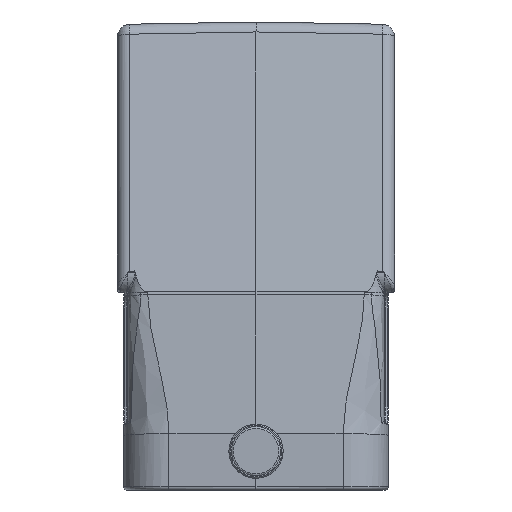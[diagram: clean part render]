
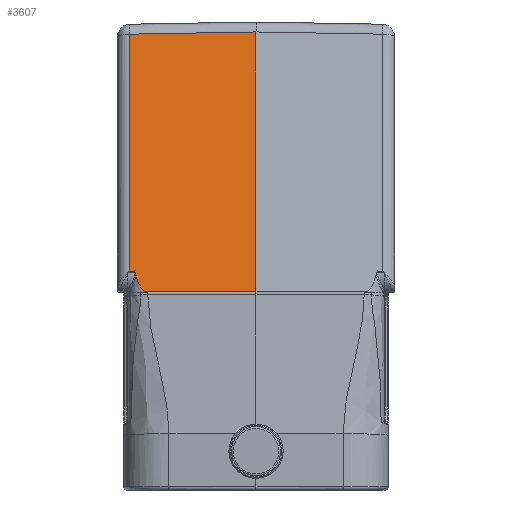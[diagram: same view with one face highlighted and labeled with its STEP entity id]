
A CAD part, left-side view. The second image highlights one B-rep face of the part: STEP entity #3607.
In plain terms, the highlighted planar face has unit normal (-0.982, 0.018, 0.191).
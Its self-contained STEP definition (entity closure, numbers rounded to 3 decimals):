
#3253=CARTESIAN_POINT('',(-57.884,18.118,23.074));
#3254=VERTEX_POINT('',#3253);
#3255=CARTESIAN_POINT('',(-58.195,0.,23.134));
#3256=VERTEX_POINT('',#3255);
#3257=CARTESIAN_POINT('',(-57.884,18.118,23.074));
#3258=DIRECTION('',(-0.017,-1.,0.003));
#3259=VECTOR('',#3258,18.121);
#3260=LINE('',#3257,#3259);
#3261=EDGE_CURVE('',#3254,#3256,#3260,.T.);
#3521=CARTESIAN_POINT('',(-58.195,0.0,23.134));
#3522=DIRECTION('',(-0.981,0.017,0.191));
#3523=DIRECTION('',(0.191,0.,0.982));
#3524=AXIS2_PLACEMENT_3D('',#3521,#3522,#3523);
#3525=PLANE('',#3524);
#3526=CARTESIAN_POINT('',(-57.211,20.535,26.317));
#3527=VERTEX_POINT('',#3526);
#3528=CARTESIAN_POINT('',(-57.204,19.797,26.423));
#3529=VERTEX_POINT('',#3528);
#3530=CARTESIAN_POINT('',(-57.211,20.535,26.317));
#3531=DIRECTION('',(0.01,-0.99,0.141));
#3532=VECTOR('',#3531,0.745);
#3533=LINE('',#3530,#3532);
#3534=EDGE_CURVE('',#3527,#3529,#3533,.T.);
#3535=ORIENTED_EDGE('',*,*,#3534,.T.);
#3536=CARTESIAN_POINT('',(-57.215,19.736,26.367));
#3537=VERTEX_POINT('',#3536);
#3538=CARTESIAN_POINT('',(-57.204,19.797,26.423));
#3539=CARTESIAN_POINT('',(-57.204,19.796,26.422));
#3540=CARTESIAN_POINT('',(-57.204,19.795,26.421));
#3541=CARTESIAN_POINT('',(-57.204,19.794,26.42));
#3542=CARTESIAN_POINT('',(-57.205,19.789,26.416));
#3543=CARTESIAN_POINT('',(-57.206,19.784,26.412));
#3544=CARTESIAN_POINT('',(-57.207,19.78,26.408));
#3545=CARTESIAN_POINT('',(-57.209,19.764,26.396));
#3546=CARTESIAN_POINT('',(-57.212,19.75,26.382));
#3547=CARTESIAN_POINT('',(-57.215,19.736,26.367));
#3548=B_SPLINE_CURVE_WITH_KNOTS('',3,(#3538,#3539,#3540,#3541,#3542,#3543,#3544,#3545,#3546,#3547),.UNSPECIFIED.,.F.,.U.,(4,3,3,4),(0.0,0.054,0.273,1.0),.UNSPECIFIED.);
#3549=EDGE_CURVE('',#3529,#3537,#3548,.T.);
#3550=ORIENTED_EDGE('',*,*,#3549,.T.);
#3551=CARTESIAN_POINT('',(-57.265,19.619,26.121));
#3552=VERTEX_POINT('',#3551);
#3553=CARTESIAN_POINT('',(-57.215,19.736,26.367));
#3554=CARTESIAN_POINT('',(-57.23,19.673,26.299));
#3555=CARTESIAN_POINT('',(-57.248,19.647,26.208));
#3556=CARTESIAN_POINT('',(-57.265,19.619,26.121));
#3557=B_SPLINE_CURVE_WITH_KNOTS('',3,(#3553,#3554,#3555,#3556),.UNSPECIFIED.,.F.,.U.,(4,4),(0.0,1.),.UNSPECIFIED.);
#3558=EDGE_CURVE('',#3537,#3552,#3557,.T.);
#3559=ORIENTED_EDGE('',*,*,#3558,.T.);
#3560=CARTESIAN_POINT('',(-57.297,19.571,25.96));
#3561=VERTEX_POINT('',#3560);
#3562=CARTESIAN_POINT('',(-57.265,19.619,26.121));
#3563=CARTESIAN_POINT('',(-57.271,19.61,26.094));
#3564=CARTESIAN_POINT('',(-57.276,19.601,26.068));
#3565=CARTESIAN_POINT('',(-57.287,19.585,26.014));
#3566=CARTESIAN_POINT('',(-57.292,19.578,25.987));
#3567=CARTESIAN_POINT('',(-57.297,19.571,25.96));
#3568=B_SPLINE_CURVE_WITH_KNOTS('',3,(#3562,#3563,#3564,#3565,#3566,#3567),.UNSPECIFIED.,.F.,.U.,(4,2,4),(-0.017,-0.009,0.0),.UNSPECIFIED.);
#3569=EDGE_CURVE('',#3552,#3561,#3568,.T.);
#3570=ORIENTED_EDGE('',*,*,#3569,.T.);
#3571=CARTESIAN_POINT('',(-57.297,19.57,25.96));
#3572=CARTESIAN_POINT('',(-57.4,19.432,25.447));
#3573=CARTESIAN_POINT('',(-57.51,19.259,24.895));
#3574=CARTESIAN_POINT('',(-57.689,18.879,24.01));
#3575=CARTESIAN_POINT('',(-57.745,18.719,23.733));
#3576=CARTESIAN_POINT('',(-57.818,18.463,23.385));
#3577=CARTESIAN_POINT('',(-57.855,18.311,23.207));
#3578=CARTESIAN_POINT('',(-57.884,18.118,23.074));
#3579=B_SPLINE_CURVE_WITH_KNOTS('',3,(#3571,#3572,#3573,#3574,#3575,#3576,#3577,#3578),.UNSPECIFIED.,.F.,.U.,(4,2,2,4),(0.,0.162,0.294,0.385),.UNSPECIFIED.);
#3580=EDGE_CURVE('',#3561,#3254,#3579,.T.);
#3581=ORIENTED_EDGE('',*,*,#3580,.T.);
#3582=ORIENTED_EDGE('',*,*,#3261,.T.);
#3583=CARTESIAN_POINT('',(-50.012,0.0,65.232));
#3584=VERTEX_POINT('',#3583);
#3585=CARTESIAN_POINT('',(-50.012,0.0,65.232));
#3586=DIRECTION('',(-0.191,0.0,-0.982));
#3587=VECTOR('',#3586,42.886);
#3588=LINE('',#3585,#3587);
#3589=EDGE_CURVE('',#3584,#3256,#3588,.T.);
#3590=ORIENTED_EDGE('',*,*,#3589,.F.);
#3591=CARTESIAN_POINT('',(-49.716,20.535,64.873));
#3592=VERTEX_POINT('',#3591);
#3593=CARTESIAN_POINT('',(-50.012,0.,65.232));
#3594=DIRECTION('',(0.014,1.,-0.017));
#3595=VECTOR('',#3594,20.54);
#3596=LINE('',#3593,#3595);
#3597=EDGE_CURVE('',#3584,#3592,#3596,.T.);
#3598=ORIENTED_EDGE('',*,*,#3597,.T.);
#3599=CARTESIAN_POINT('',(-49.716,20.535,64.873));
#3600=DIRECTION('',(-0.191,0.0,-0.982));
#3601=VECTOR('',#3600,39.278);
#3602=LINE('',#3599,#3601);
#3603=EDGE_CURVE('',#3592,#3527,#3602,.T.);
#3604=ORIENTED_EDGE('',*,*,#3603,.T.);
#3605=EDGE_LOOP('',(#3535,#3550,#3559,#3570,#3581,#3582,#3590,#3598,#3604));
#3606=FACE_OUTER_BOUND('',#3605,.T.);
#3607=ADVANCED_FACE('',(#3606),#3525,.T.);
